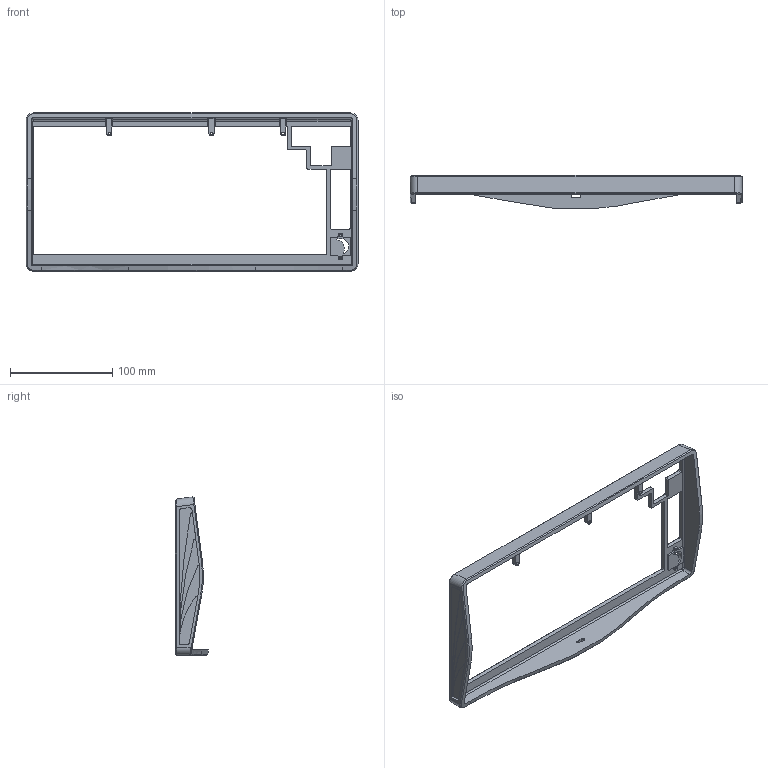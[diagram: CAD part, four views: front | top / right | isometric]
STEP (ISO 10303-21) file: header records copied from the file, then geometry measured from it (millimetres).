
FILE_DESCRIPTION (( 'STEP AP203' ), '1' );
FILE_NAME ('LNA-0001-Top Plate.STEP', '2024-03-08T05:05:46', ( '' ), ( '' ), 'SwSTEP 2.0', 'SolidWorks 2023', '' );
FILE_SCHEMA (( 'CONFIG_CONTROL_DESIGN' ));
Length unit declared in the file: millimetre
Products named in the file (1): LNA-0001-Top Plate
Bounding box: 325 x 32.33 x 154.87 mm (x, y, z)
Volume: 129572.5 mm3; surface area: 65325.6 mm2
Topology: 1 solids, 1 shells, 307 faces, 784 edges, 478 vertices
Faces by surface type: cylinder 122, plane 118, cone 39, torus 16, bspline 12
Entity records: 10006 total; most frequent: CARTESIAN_POINT 2495, DIRECTION 1579, ORIENTED_EDGE 1556, EDGE_CURVE 778, AXIS2_PLACEMENT_3D 565, VERTEX_POINT 478, VECTOR 449, LINE 449
